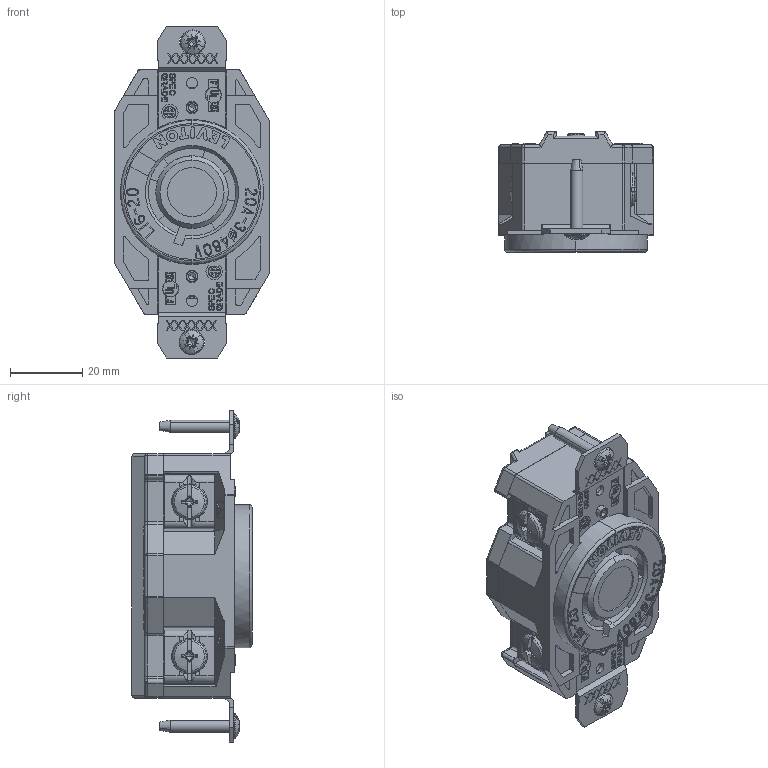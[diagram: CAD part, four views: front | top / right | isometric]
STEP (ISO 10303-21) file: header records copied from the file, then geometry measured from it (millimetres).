
FILE_DESCRIPTION (( 'STEP AP214' ), '1' );
FILE_NAME ('ORC5963-M01.STEP', '2025-06-17T17:29:46', ( '' ), ( '' ), 'SwSTEP 2.0', 'SolidWorks 2024', '' );
FILE_SCHEMA (( 'AUTOMOTIVE_DESIGN' ));
Length unit declared in the file: inch
Products named in the file (1): ORC5963-M01
Bounding box: 42.85 x 33.32 x 92.13 mm (x, y, z)
Volume: 64227.5 mm3; surface area: 30461.9 mm2
Topology: 17 solids, 20 shells, 3208 faces, 8773 edges, 5776 vertices
Faces by surface type: plane 2332, cylinder 557, cone 122, bspline 119, torus 50, sphere 28
Entity records: 112244 total; most frequent: CARTESIAN_POINT 31586, ORIENTED_EDGE 17502, DIRECTION 15424, EDGE_CURVE 8751, VECTOR 6572, LINE 6572, VERTEX_POINT 5776, AXIS2_PLACEMENT_3D 4426
